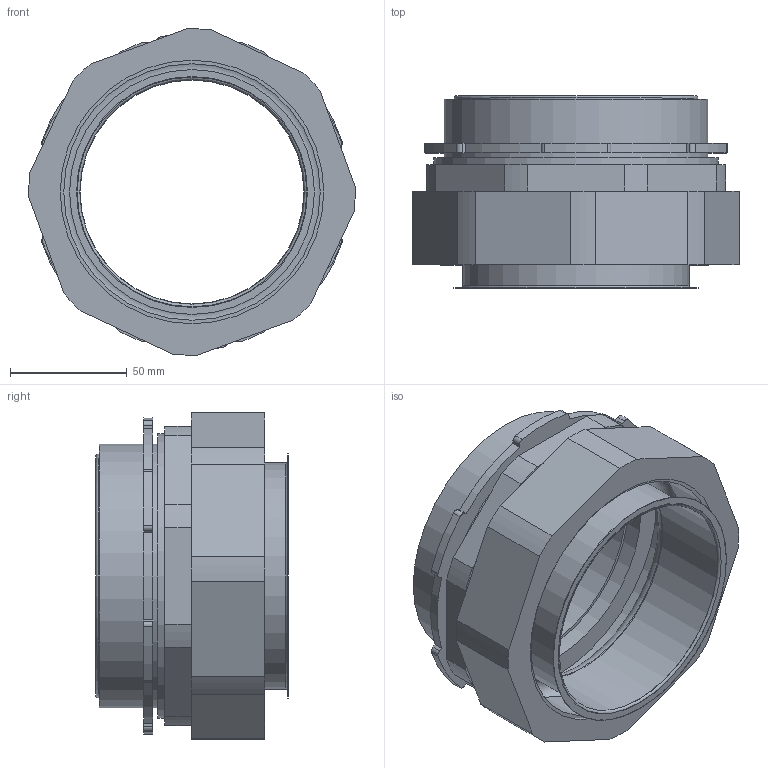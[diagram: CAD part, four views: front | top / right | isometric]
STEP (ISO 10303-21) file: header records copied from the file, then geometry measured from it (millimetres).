
FILE_DESCRIPTION(('STEP AP203'), '1');
FILE_NAME('Ìóôòà ââîäíàÿ äëÿ ìåòàëëîðóêàâà ÂÌ-100 ãàéêà ïîä ðîæêîâûé êëþ÷', '', ('UNSPECIFIED'), ('UNSPECIFIED'), 'ASCON STEP Converter 1.6', 'ASCON Math Kernel', '');
FILE_SCHEMA(('CONFIG_CONTROL_DESIGN'));
Length unit declared in the file: millimetre
Products named in the file (1): -08
Bounding box: 139.98 x 82.5 x 139.98 mm (x, y, z)
Volume: 278640.6 mm3; surface area: 189258.8 mm2
Topology: 7 solids, 7 shells, 119 faces, 298 edges, 200 vertices
Faces by surface type: cylinder 60, plane 49, torus 8, cone 2
Full cylindrical faces by diameter (mm): 96 x1, 96.5 x1, 97 x1, 100 x1, 101 x1, 104.5 x1, 105 x1, 110 x2, 111 x1, 113 x1, 113.03 x1, 116.8 x1, 117.3 x1, 118.5 x1, 120 x1, 122 x2, 122.835 x1, 125 x1
Entity records: 4534 total; most frequent: DIRECTION 652, CARTESIAN_POINT 588, ORIENTED_EDGE 536, EDGE_CURVE 268, AXIS2_PLACEMENT_3D 264, VERTEX_POINT 200, EDGE_LOOP 170, CIRCLE 144
